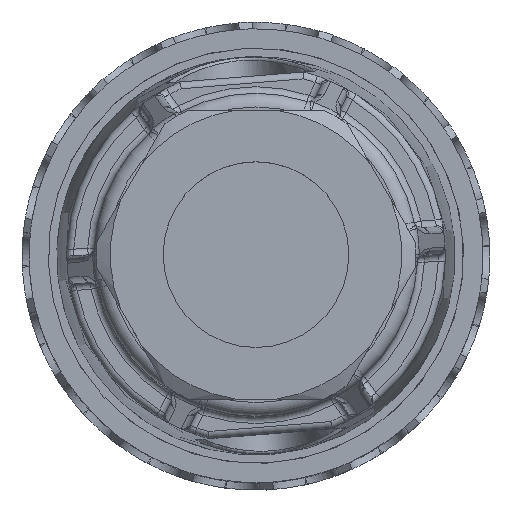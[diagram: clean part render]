
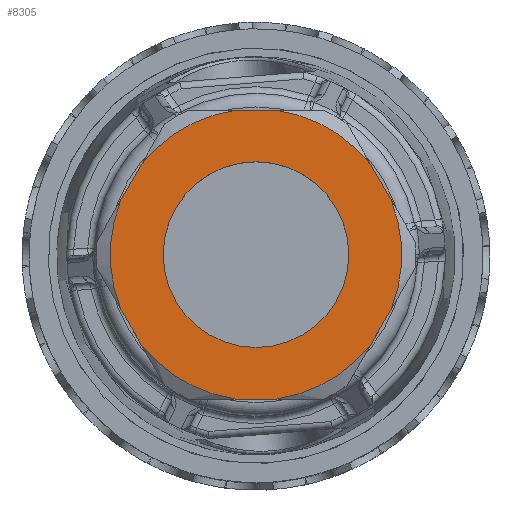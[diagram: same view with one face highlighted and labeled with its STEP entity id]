
A CAD part, top view. The second image highlights one B-rep face of the part: STEP entity #8305.
In plain terms, the highlighted planar face has unit normal (0, 0, 1).
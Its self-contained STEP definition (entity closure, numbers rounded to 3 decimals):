
#8305=ADVANCED_FACE('',(#9089,#9090),#8900,.T.);
#8900=PLANE('',#25936);
#9089=FACE_BOUND('',#10299,.T.);
#9090=FACE_BOUND('',#10300,.T.);
#10299=EDGE_LOOP('',(#19310));
#10300=EDGE_LOOP('',(#19311,#19312,#19313,#19314,#19315,#19316,#19317,#19318,
#19319,#19320,#19321,#19322));
#12018=LINE('',#41721,#13723);
#12019=LINE('',#41722,#13724);
#12020=LINE('',#41723,#13725);
#12021=LINE('',#41724,#13726);
#12022=LINE('',#41725,#13727);
#12023=LINE('',#41726,#13728);
#13723=VECTOR('',#30360,1.);
#13724=VECTOR('',#30361,1.);
#13725=VECTOR('',#30362,1.);
#13726=VECTOR('',#30363,1.);
#13727=VECTOR('',#30364,1.);
#13728=VECTOR('',#30365,1.);
#19310=ORIENTED_EDGE('',*,*,#24072,.F.);
#19311=ORIENTED_EDGE('',*,*,#24099,.T.);
#19312=ORIENTED_EDGE('',*,*,#24116,.T.);
#19313=ORIENTED_EDGE('',*,*,#24101,.T.);
#19314=ORIENTED_EDGE('',*,*,#24117,.T.);
#19315=ORIENTED_EDGE('',*,*,#24104,.T.);
#19316=ORIENTED_EDGE('',*,*,#24118,.T.);
#19317=ORIENTED_EDGE('',*,*,#24107,.T.);
#19318=ORIENTED_EDGE('',*,*,#24119,.T.);
#19319=ORIENTED_EDGE('',*,*,#24110,.T.);
#19320=ORIENTED_EDGE('',*,*,#24120,.T.);
#19321=ORIENTED_EDGE('',*,*,#24113,.T.);
#19322=ORIENTED_EDGE('',*,*,#24121,.T.);
#21245=VERTEX_POINT('',#41591);
#21271=VERTEX_POINT('',#41653);
#21272=VERTEX_POINT('',#41655);
#21273=VERTEX_POINT('',#41662);
#21274=VERTEX_POINT('',#41663);
#21275=VERTEX_POINT('',#41674);
#21276=VERTEX_POINT('',#41675);
#21277=VERTEX_POINT('',#41686);
#21278=VERTEX_POINT('',#41687);
#21279=VERTEX_POINT('',#41698);
#21280=VERTEX_POINT('',#41699);
#21281=VERTEX_POINT('',#41710);
#21282=VERTEX_POINT('',#41711);
#24072=EDGE_CURVE('',#21245,#21245,#24558,.T.);
#24099=EDGE_CURVE('',#21272,#21271,#24572,.T.);
#24101=EDGE_CURVE('',#21273,#21274,#24573,.T.);
#24104=EDGE_CURVE('',#21275,#21276,#24574,.T.);
#24107=EDGE_CURVE('',#21277,#21278,#24575,.T.);
#24110=EDGE_CURVE('',#21279,#21280,#24576,.T.);
#24113=EDGE_CURVE('',#21281,#21282,#24577,.T.);
#24116=EDGE_CURVE('',#21271,#21273,#12018,.T.);
#24117=EDGE_CURVE('',#21274,#21275,#12019,.T.);
#24118=EDGE_CURVE('',#21276,#21277,#12020,.T.);
#24119=EDGE_CURVE('',#21278,#21279,#12021,.T.);
#24120=EDGE_CURVE('',#21280,#21281,#12022,.T.);
#24121=EDGE_CURVE('',#21282,#21272,#12023,.T.);
#24558=CIRCLE('',#25903,6.75);
#24572=CIRCLE('',#25924,10.6);
#24573=CIRCLE('',#25926,10.6);
#24574=CIRCLE('',#25928,10.6);
#24575=CIRCLE('',#25930,10.6);
#24576=CIRCLE('',#25932,10.6);
#24577=CIRCLE('',#25934,10.6);
#25903=AXIS2_PLACEMENT_3D('',#41590,#30282,#30283);
#25924=AXIS2_PLACEMENT_3D('',#41654,#30336,#30337);
#25926=AXIS2_PLACEMENT_3D('',#41661,#30340,#30341);
#25928=AXIS2_PLACEMENT_3D('',#41673,#30344,#30345);
#25930=AXIS2_PLACEMENT_3D('',#41685,#30348,#30349);
#25932=AXIS2_PLACEMENT_3D('',#41697,#30352,#30353);
#25934=AXIS2_PLACEMENT_3D('',#41709,#30356,#30357);
#25936=AXIS2_PLACEMENT_3D('',#41727,#30366,#30367);
#30282=DIRECTION('',(0.,0.,1.));
#30283=DIRECTION('',(-0.5,-0.866,0.));
#30336=DIRECTION('',(0.,0.,1.));
#30337=DIRECTION('',(-0.5,-0.866,0.));
#30340=DIRECTION('',(0.,0.,1.));
#30341=DIRECTION('',(-0.5,-0.866,0.));
#30344=DIRECTION('',(0.,0.,1.));
#30345=DIRECTION('',(-0.5,-0.866,0.));
#30348=DIRECTION('',(0.,0.,1.));
#30349=DIRECTION('',(-0.5,-0.866,0.));
#30352=DIRECTION('',(0.,0.,1.));
#30353=DIRECTION('',(-0.5,-0.866,0.));
#30356=DIRECTION('',(0.,0.,1.));
#30357=DIRECTION('',(-0.5,-0.866,0.));
#30360=DIRECTION('',(-0.5,0.866,0.));
#30361=DIRECTION('',(-1.,0.,0.));
#30362=DIRECTION('',(-0.5,-0.866,0.));
#30363=DIRECTION('',(0.5,-0.866,0.));
#30364=DIRECTION('',(1.,0.,0.));
#30365=DIRECTION('',(0.5,0.866,0.));
#30366=DIRECTION('',(0.,0.,1.));
#30367=DIRECTION('',(0.5,0.866,0.));
#41590=CARTESIAN_POINT('',(0.,0.,78.7));
#41591=CARTESIAN_POINT('',(-3.375,-5.846,78.7));
#41653=CARTESIAN_POINT('',(9.82,3.992,78.7));
#41654=CARTESIAN_POINT('',(0.,0.,78.7));
#41655=CARTESIAN_POINT('',(9.82,-3.992,78.7));
#41661=CARTESIAN_POINT('',(0.,0.,78.7));
#41662=CARTESIAN_POINT('',(8.367,6.508,78.7));
#41663=CARTESIAN_POINT('',(1.453,10.5,78.7));
#41673=CARTESIAN_POINT('',(0.,0.,78.7));
#41674=CARTESIAN_POINT('',(-1.453,10.5,78.7));
#41675=CARTESIAN_POINT('',(-8.367,6.508,78.7));
#41685=CARTESIAN_POINT('',(0.,0.,78.7));
#41686=CARTESIAN_POINT('',(-9.82,3.992,78.7));
#41687=CARTESIAN_POINT('',(-9.82,-3.992,78.7));
#41697=CARTESIAN_POINT('',(0.,0.,78.7));
#41698=CARTESIAN_POINT('',(-8.367,-6.508,78.7));
#41699=CARTESIAN_POINT('',(-1.453,-10.5,78.7));
#41709=CARTESIAN_POINT('',(0.,0.,78.7));
#41710=CARTESIAN_POINT('',(1.453,-10.5,78.7));
#41711=CARTESIAN_POINT('',(8.367,-6.508,78.7));
#41721=CARTESIAN_POINT('',(12.124,0.,78.7));
#41722=CARTESIAN_POINT('',(6.062,10.5,78.7));
#41723=CARTESIAN_POINT('',(-6.062,10.5,78.7));
#41724=CARTESIAN_POINT('',(-12.124,0.,78.7));
#41725=CARTESIAN_POINT('',(-6.062,-10.5,78.7));
#41726=CARTESIAN_POINT('',(6.062,-10.5,78.7));
#41727=CARTESIAN_POINT('',(-9.18,5.3,78.7));
